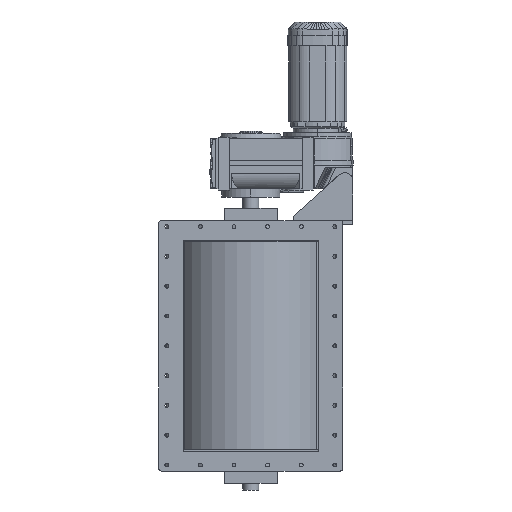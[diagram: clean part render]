
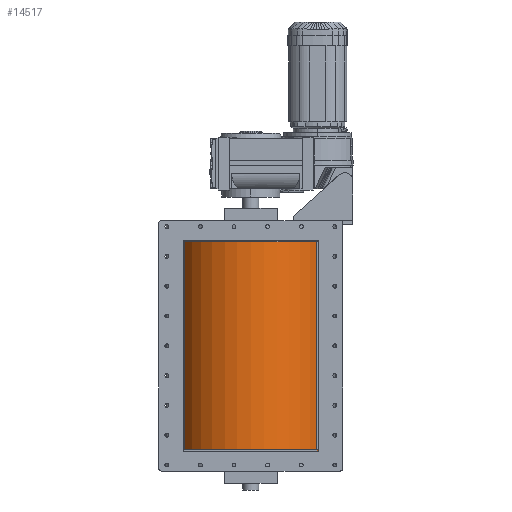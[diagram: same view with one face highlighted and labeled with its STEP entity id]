
A CAD part, front view. The second image highlights one B-rep face of the part: STEP entity #14517.
In plain terms, the highlighted cylindrical face has radius 284 mm (diameter 568 mm), a partial arc.
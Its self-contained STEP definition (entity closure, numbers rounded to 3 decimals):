
#1837 = CARTESIAN_POINT ( 'NONE',  ( 284., 0., 1233.273 ) ) ;
#3364 = CARTESIAN_POINT ( 'NONE',  ( -284., 0., 1233.273 ) ) ;
#5410 = LINE ( 'NONE', #1837, #43450 ) ;
#6507 = DIRECTION ( 'NONE',  ( 0., 0., -1. ) ) ;
#6965 = DIRECTION ( 'NONE',  ( 1., 0., 0. ) ) ;
#8528 = LINE ( 'NONE', #3364, #61025 ) ;
#9051 = EDGE_CURVE ( 'NONE', #52991, #35902, #41364, .T. ) ;
#14517 = ADVANCED_FACE ( 'NONE', ( #32783 ), #44121, .T. ) ;
#15843 = CARTESIAN_POINT ( 'NONE',  ( 0., 0., -430. ) ) ;
#16108 = EDGE_CURVE ( 'NONE', #52991, #57641, #8528, .T. ) ;
#18690 = ORIENTED_EDGE ( 'NONE', *, *, #20561, .T. ) ;
#20561 = EDGE_CURVE ( 'NONE', #57641, #29502, #34309, .T. ) ;
#24409 = DIRECTION ( 'NONE',  ( 0., 0., -1. ) ) ;
#29502 = VERTEX_POINT ( 'NONE', #67095 ) ;
#32783 = FACE_OUTER_BOUND ( 'NONE', #49965, .T. ) ;
#34309 = CIRCLE ( 'NONE', #38652, 284. ) ;
#34446 = CARTESIAN_POINT ( 'NONE',  ( -284., 0., 430. ) ) ;
#35902 = VERTEX_POINT ( 'NONE', #40535 ) ;
#38639 = ORIENTED_EDGE ( 'NONE', *, *, #16108, .T. ) ;
#38652 = AXIS2_PLACEMENT_3D ( 'NONE', #15843, #57944, #42464 ) ;
#38739 = DIRECTION ( 'NONE',  ( 0., 0., 1. ) ) ;
#40073 = ORIENTED_EDGE ( 'NONE', *, *, #51168, .F. ) ;
#40287 = AXIS2_PLACEMENT_3D ( 'NONE', #54304, #38739, #6965 ) ;
#40535 = CARTESIAN_POINT ( 'NONE',  ( 284., 0., 430. ) ) ;
#41364 = CIRCLE ( 'NONE', #40287, 284. ) ;
#42464 = DIRECTION ( 'NONE',  ( 1., 0., 0. ) ) ;
#43450 = VECTOR ( 'NONE', #67784, 1000. ) ;
#44121 = CYLINDRICAL_SURFACE ( 'NONE', #57561, 284. ) ;
#49965 = EDGE_LOOP ( 'NONE', ( #40073, #64212, #38639, #18690 ) ) ;
#51168 = EDGE_CURVE ( 'NONE', #35902, #29502, #5410, .T. ) ;
#52991 = VERTEX_POINT ( 'NONE', #34446 ) ;
#53826 = CARTESIAN_POINT ( 'NONE',  ( 0., 0., 1233.273 ) ) ;
#54304 = CARTESIAN_POINT ( 'NONE',  ( 0., 0., 430. ) ) ;
#57561 = AXIS2_PLACEMENT_3D ( 'NONE', #53826, #6507, #64760 ) ;
#57641 = VERTEX_POINT ( 'NONE', #62161 ) ;
#57944 = DIRECTION ( 'NONE',  ( 0., 0., 1. ) ) ;
#61025 = VECTOR ( 'NONE', #24409, 1000. ) ;
#62161 = CARTESIAN_POINT ( 'NONE',  ( -284., 0., -430. ) ) ;
#64212 = ORIENTED_EDGE ( 'NONE', *, *, #9051, .F. ) ;
#64760 = DIRECTION ( 'NONE',  ( -1., 0., 0. ) ) ;
#67095 = CARTESIAN_POINT ( 'NONE',  ( 284., 0., -430. ) ) ;
#67784 = DIRECTION ( 'NONE',  ( 0., 0., -1. ) ) ;
